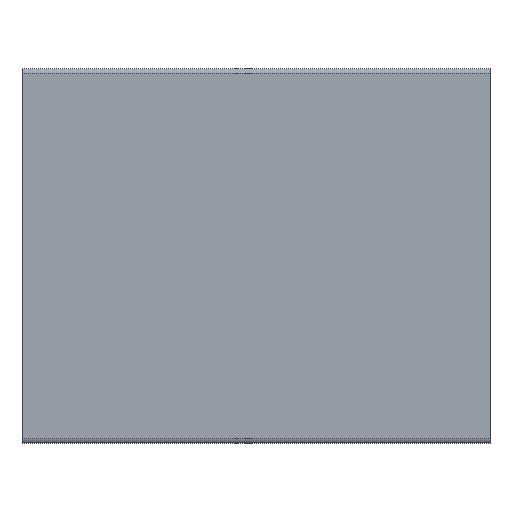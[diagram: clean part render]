
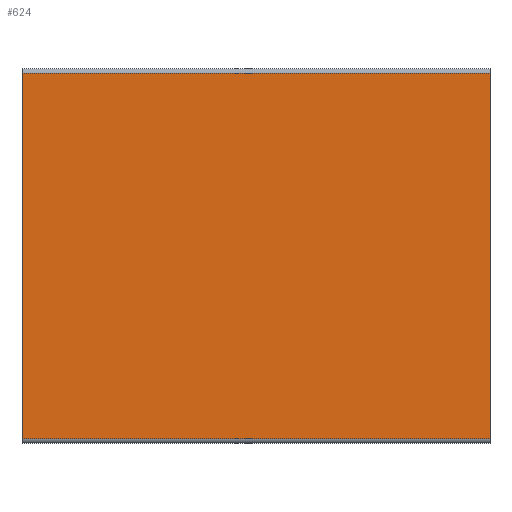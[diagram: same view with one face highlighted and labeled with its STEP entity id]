
A CAD part, left-side view. The second image highlights one B-rep face of the part: STEP entity #624.
In plain terms, the highlighted planar face has unit normal (-1, 0, 0).
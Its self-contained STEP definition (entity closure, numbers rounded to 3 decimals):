
#624 = ADVANCED_FACE( '', ( #1306 ), #1307, .T. );
#1306 = FACE_OUTER_BOUND( '', #2041, .T. );
#1307 = PLANE( '', #2042 );
#2041 = EDGE_LOOP( '', ( #3895, #3896, #3897, #3898 ) );
#2042 = AXIS2_PLACEMENT_3D( '', #3899, #3900, #3901 );
#3895 = ORIENTED_EDGE( '', *, *, #4739, .F. );
#3896 = ORIENTED_EDGE( '', *, *, #5022, .F. );
#3897 = ORIENTED_EDGE( '', *, *, #5367, .T. );
#3898 = ORIENTED_EDGE( '', *, *, #5314, .T. );
#3899 = CARTESIAN_POINT( '', ( -20., 100., 39. ) );
#3900 = DIRECTION( '', ( -1., 0., 0. ) );
#3901 = DIRECTION( '', ( 0., 0., 1. ) );
#4739 = EDGE_CURVE( '', #5812, #5814, #5815, .T. );
#5022 = EDGE_CURVE( '', #6299, #5812, #6301, .T. );
#5314 = EDGE_CURVE( '', #6690, #5814, #6691, .T. );
#5367 = EDGE_CURVE( '', #6299, #6690, #6752, .T. );
#5812 = VERTEX_POINT( '', #7314 );
#5814 = VERTEX_POINT( '', #7316 );
#5815 = LINE( '', #7317, #7318 );
#6299 = VERTEX_POINT( '', #7959 );
#6301 = LINE( '', #7961, #7962 );
#6690 = VERTEX_POINT( '', #8487 );
#6691 = LINE( '', #8488, #8489 );
#6752 = LINE( '', #8571, #8572 );
#7314 = CARTESIAN_POINT( '', ( -20., 0., 39. ) );
#7316 = CARTESIAN_POINT( '', ( -20., 0., -39. ) );
#7317 = CARTESIAN_POINT( '', ( -20., 0., 39. ) );
#7318 = VECTOR( '', #9009, 1000. );
#7959 = CARTESIAN_POINT( '', ( -20., 100., 39. ) );
#7961 = CARTESIAN_POINT( '', ( -20., 100., 39. ) );
#7962 = VECTOR( '', #9461, 1000. );
#8487 = CARTESIAN_POINT( '', ( -20., 100., -39. ) );
#8488 = CARTESIAN_POINT( '', ( -20., 100., -39. ) );
#8489 = VECTOR( '', #9769, 1000. );
#8571 = CARTESIAN_POINT( '', ( -20., 100., 39. ) );
#8572 = VECTOR( '', #9818, 1000. );
#9009 = DIRECTION( '', ( 0., 0., -1. ) );
#9461 = DIRECTION( '', ( 0., -1., 0. ) );
#9769 = DIRECTION( '', ( 0., -1., 0. ) );
#9818 = DIRECTION( '', ( 0., 0., -1. ) );
